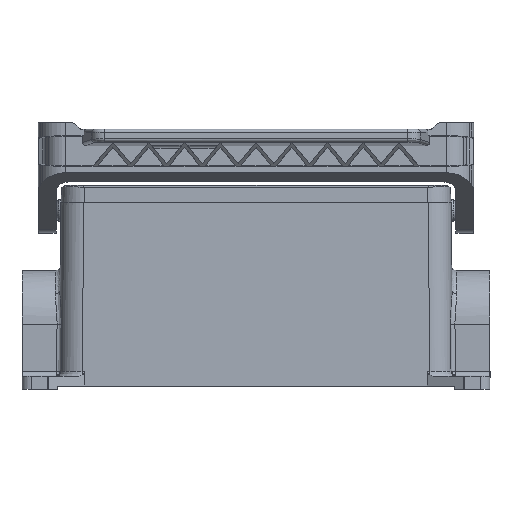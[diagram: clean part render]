
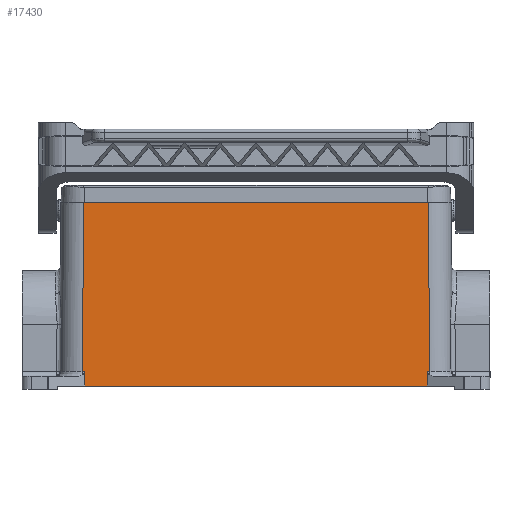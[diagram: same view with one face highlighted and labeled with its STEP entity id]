
A CAD part, front view. The second image highlights one B-rep face of the part: STEP entity #17430.
In plain terms, the highlighted face is planar.
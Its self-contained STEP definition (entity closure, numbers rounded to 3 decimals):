
#7940=CARTESIAN_POINT('',(-21.5,53.,57.5));
#7950=VERTEX_POINT('',#7940);
#8790=CARTESIAN_POINT('',(-21.5,-53.,57.5));
#8800=VERTEX_POINT('',#8790);
#8830=CARTESIAN_POINT('',(-21.5,0.,57.5));
#8840=DIRECTION('',(0.,1.,0.));
#8850=VECTOR('',#8840,1.);
#8860=LINE('',#8830,#8850);
#8870=EDGE_CURVE('',#8800,#7950,#8860,.T.);
#16810=CARTESIAN_POINT('',(-21.5,0.,57.5));
#16820=DIRECTION('',(-1.,0.,0.009));
#16830=DIRECTION('',(0.,1.,0.));
#16840=AXIS2_PLACEMENT_3D('',#16810,#16820,#16830);
#16850=PLANE('',#16840);
#16860=CARTESIAN_POINT('',(-22.001,-53.502,
0.061));
#16870=DIRECTION('',(-0.009,-0.009,
-1.));
#16880=VECTOR('',#16870,1.);
#16890=LINE('',#16860,#16880);
#16900=CARTESIAN_POINT('',(-21.954,-53.454,
5.487));
#16910=VERTEX_POINT('',#16900);
#16920=EDGE_CURVE('',#8800,#16910,#16890,.T.);
#16930=ORIENTED_EDGE('',*,*,#16920,.F.);
#16940=CARTESIAN_POINT('',(-21.954,-53.454,
5.487));
#16950=DIRECTION('',(0.,1.,0.));
#16960=VECTOR('',#16950,1.);
#16970=LINE('',#16940,#16960);
#16980=CARTESIAN_POINT('',(-21.954,-52.662,
5.487));
#16990=VERTEX_POINT('',#16980);
#17000=EDGE_CURVE('',#16910,#16990,#16970,.T.);
#17010=ORIENTED_EDGE('',*,*,#17000,.F.);
#17020=CARTESIAN_POINT('',(-22.002,-52.745,0.));
#17030=DIRECTION('',(-0.009,-0.015,
-1.));
#17040=VECTOR('',#17030,1.);
#17050=LINE('',#17020,#17040);
#17060=CARTESIAN_POINT('',(-21.993,-52.73,1.));
#17070=VERTEX_POINT('',#17060);
#17080=EDGE_CURVE('',#16990,#17070,#17050,.T.);
#17090=ORIENTED_EDGE('',*,*,#17080,.F.);
#17100=CARTESIAN_POINT('',(-21.993,0.,1.));
#17110=DIRECTION('',(0.,-1.,0.));
#17120=VECTOR('',#17110,1.);
#17130=LINE('',#17100,#17120);
#17140=CARTESIAN_POINT('',(-21.993,52.73,1.));
#17150=VERTEX_POINT('',#17140);
#17160=EDGE_CURVE('',#17150,#17070,#17130,.T.);
#17170=ORIENTED_EDGE('',*,*,#17160,.T.);
#17180=CARTESIAN_POINT('',(-22.002,52.745,0.));
#17190=DIRECTION('',(-0.009,0.015,
-1.));
#17200=VECTOR('',#17190,1.);
#17210=LINE('',#17180,#17200);
#17220=CARTESIAN_POINT('',(-21.954,52.662,
5.487));
#17230=VERTEX_POINT('',#17220);
#17240=EDGE_CURVE('',#17230,#17150,#17210,.T.);
#17250=ORIENTED_EDGE('',*,*,#17240,.T.);
#17260=CARTESIAN_POINT('',(-21.954,53.454,
5.487));
#17270=DIRECTION('',(0.,-1.,0.));
#17280=VECTOR('',#17270,1.);
#17290=LINE('',#17260,#17280);
#17300=CARTESIAN_POINT('',(-21.954,53.454,
5.487));
#17310=VERTEX_POINT('',#17300);
#17320=EDGE_CURVE('',#17310,#17230,#17290,.T.);
#17330=ORIENTED_EDGE('',*,*,#17320,.T.);
#17340=CARTESIAN_POINT('',(-22.001,53.502,
0.061));
#17350=DIRECTION('',(-0.009,0.009,
-1.));
#17360=VECTOR('',#17350,1.);
#17370=LINE('',#17340,#17360);
#17380=EDGE_CURVE('',#7950,#17310,#17370,.T.);
#17390=ORIENTED_EDGE('',*,*,#17380,.T.);
#17400=ORIENTED_EDGE('',*,*,#8870,.T.);
#17410=EDGE_LOOP('',(#17400,#17390,#17330,#17250,#17170,#17090,#17010,
#16930));
#17420=FACE_OUTER_BOUND('',#17410,.T.);
#17430=ADVANCED_FACE('',(#17420),#16850,.T.);
